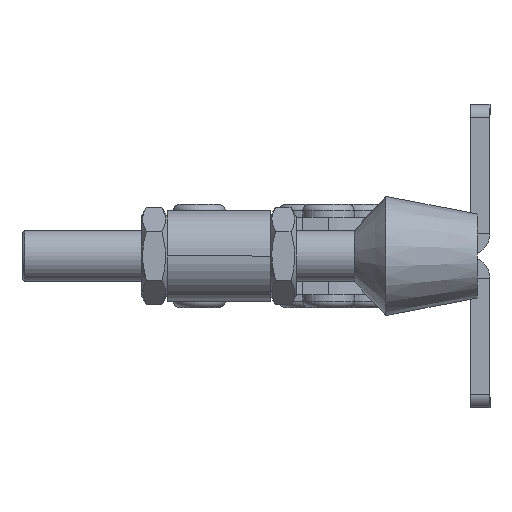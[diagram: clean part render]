
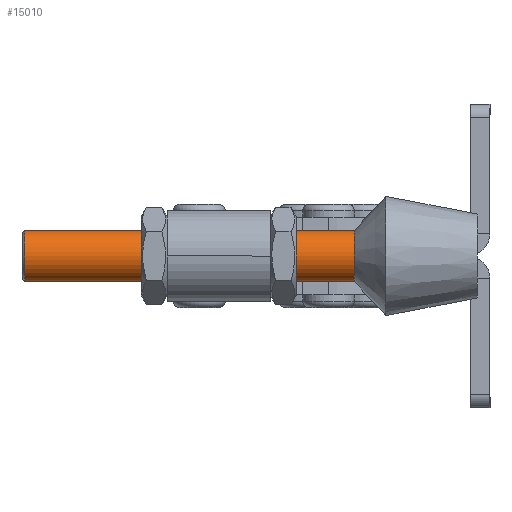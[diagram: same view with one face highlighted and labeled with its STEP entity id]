
A CAD part, left-side view. The second image highlights one B-rep face of the part: STEP entity #15010.
In plain terms, the highlighted cylindrical face has radius 4 mm (diameter 8 mm), a partial arc.
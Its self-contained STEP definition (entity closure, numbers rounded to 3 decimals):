
#5154 = DIRECTION ( 'NONE',  ( 0., 0., 1. ) ) ;
#5156 = DIRECTION ( 'NONE',  ( -1., 0., 0. ) ) ;
#5158 = CARTESIAN_POINT ( 'NONE',  ( 60.45, 0., 0. ) ) ;
#5439 = DIRECTION ( 'NONE',  ( -1., 0., 0. ) ) ;
#5445 = CARTESIAN_POINT ( 'NONE',  ( 60.45, 0., -4. ) ) ;
#5447 = CARTESIAN_POINT ( 'NONE',  ( 60.05, 0., 0. ) ) ;
#5448 = DIRECTION ( 'NONE',  ( -1., 0., 0. ) ) ;
#5449 = DIRECTION ( 'NONE',  ( 0., 0., -1. ) ) ;
#5450 = CARTESIAN_POINT ( 'NONE',  ( 60.45, 0., 4. ) ) ;
#5451 = DIRECTION ( 'NONE',  ( -1., 0., 0. ) ) ;
#5452 = CARTESIAN_POINT ( 'NONE',  ( 5.45, 0., 0. ) ) ;
#5453 = DIRECTION ( 'NONE',  ( 1., 0., 0. ) ) ;
#5454 = DIRECTION ( 'NONE',  ( 0., 0., -1. ) ) ;
#6031 = CARTESIAN_POINT ( 'NONE',  ( 60.05, 0., -4. ) ) ;
#6032 = CARTESIAN_POINT ( 'NONE',  ( 60.05, 0., 4. ) ) ;
#6042 = CARTESIAN_POINT ( 'NONE',  ( 5.45, 0., -4. ) ) ;
#6047 = CARTESIAN_POINT ( 'NONE',  ( 5.45, 0., 4. ) ) ;
#11517 = ORIENTED_EDGE ( 'NONE', *, *, #15191, .F. ) ;
#11518 = ORIENTED_EDGE ( 'NONE', *, *, #15190, .T. ) ;
#11519 = ORIENTED_EDGE ( 'NONE', *, *, #15189, .T. ) ;
#11520 = ORIENTED_EDGE ( 'NONE', *, *, #15187, .T. ) ;
#15010 = ADVANCED_FACE ( 'NONE', ( #24146 ), #24151, .T. ) ;
#15187 = EDGE_CURVE ( 'NONE', #18198, #18197, #24310, .T. ) ;
#15189 = EDGE_CURVE ( 'NONE', #18197, #18208, #24313, .T. ) ;
#15190 = EDGE_CURVE ( 'NONE', #18208, #18213, #24316, .T. ) ;
#15191 = EDGE_CURVE ( 'NONE', #18198, #18213, #24318, .T. ) ;
#15311 = EDGE_LOOP ( 'NONE', ( #11520, #11519, #11518, #11517 ) ) ;
#18197 = VERTEX_POINT ( 'NONE', #6031 ) ;
#18198 = VERTEX_POINT ( 'NONE', #6032 ) ;
#18208 = VERTEX_POINT ( 'NONE', #6042 ) ;
#18213 = VERTEX_POINT ( 'NONE', #6047 ) ;
#20214 = AXIS2_PLACEMENT_3D ( 'NONE', #5158, #5156, #5154 ) ;
#20290 = AXIS2_PLACEMENT_3D ( 'NONE', #5447, #5448, #5449 ) ;
#20291 = AXIS2_PLACEMENT_3D ( 'NONE', #5452, #5453, #5454 ) ;
#24146 = FACE_OUTER_BOUND ( 'NONE', #15311, .T. ) ;
#24151 = CYLINDRICAL_SURFACE ( 'NONE', #20214, 4. ) ;
#24310 = CIRCLE ( 'NONE', #20290, 4. ) ;
#24313 = LINE ( 'NONE', #5445, #24317 ) ;
#24316 = CIRCLE ( 'NONE', #20291, 4. ) ;
#24317 = VECTOR ( 'NONE', #5451, 1000. ) ;
#24318 = LINE ( 'NONE', #5450, #24320 ) ;
#24320 = VECTOR ( 'NONE', #5439, 1000. ) ;
